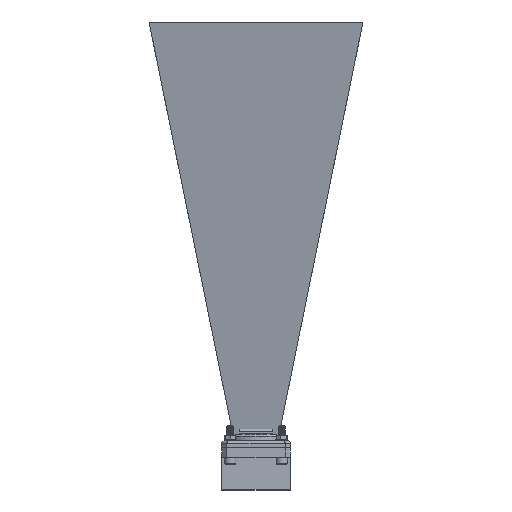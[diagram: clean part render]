
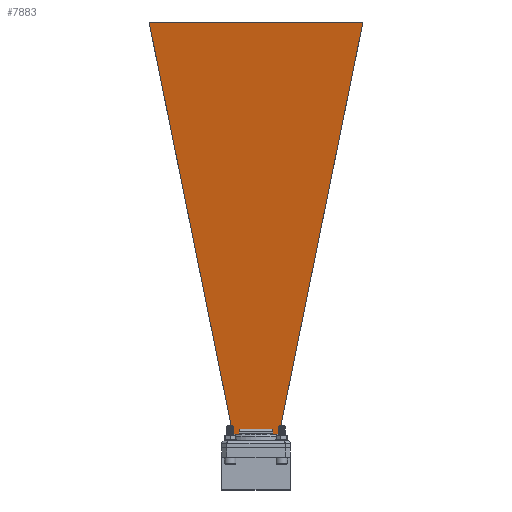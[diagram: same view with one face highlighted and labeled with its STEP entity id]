
A CAD part, front view. The second image highlights one B-rep face of the part: STEP entity #7883.
In plain terms, the highlighted face is planar.
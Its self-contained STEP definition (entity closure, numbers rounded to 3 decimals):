
#148 = VERTEX_POINT ( 'NONE', #274 ) ;
#225 = LINE ( 'NONE', #3171, #7491 ) ;
#274 = CARTESIAN_POINT ( 'NONE',  ( -13.819, 7.945, 6.679 ) ) ;
#527 = LINE ( 'NONE', #5355, #9102 ) ;
#651 = ORIENTED_EDGE ( 'NONE', *, *, #4055, .F. ) ;
#736 = EDGE_CURVE ( 'NONE', #7664, #7321, #9450, .T. ) ;
#1000 = EDGE_CURVE ( 'NONE', #8027, #3079, #9349, .T. ) ;
#1077 = EDGE_CURVE ( 'NONE', #148, #8027, #3209, .T. ) ;
#1189 = ORIENTED_EDGE ( 'NONE', *, *, #736, .F. ) ;
#1278 = EDGE_CURVE ( 'NONE', #7664, #5078, #4542, .T. ) ;
#2033 = PLANE ( 'NONE',  #9931 ) ;
#2073 = ORIENTED_EDGE ( 'NONE', *, *, #1278, .T. ) ;
#2367 = CARTESIAN_POINT ( 'NONE',  ( 10.16, 11.164, 7.21 ) ) ;
#2693 = ORIENTED_EDGE ( 'NONE', *, *, #1000, .T. ) ;
#2922 = VECTOR ( 'NONE', #9571, 1000. ) ;
#3079 = VERTEX_POINT ( 'NONE', #9879 ) ;
#3171 = CARTESIAN_POINT ( 'NONE',  ( -292.768, 255.305, 47.533 ) ) ;
#3209 = LINE ( 'NONE', #3277, #4303 ) ;
#3277 = CARTESIAN_POINT ( 'NONE',  ( -292.768, 7.945, 6.679 ) ) ;
#3393 = LINE ( 'NONE', #9437, #9777 ) ;
#3689 = EDGE_CURVE ( 'NONE', #7321, #3079, #4015, .T. ) ;
#3794 = CARTESIAN_POINT ( 'NONE',  ( 13.819, 7.945, 6.679 ) ) ;
#3838 = CARTESIAN_POINT ( 'NONE',  ( 10.16, 7.945, 6.679 ) ) ;
#3880 = ORIENTED_EDGE ( 'NONE', *, *, #3689, .F. ) ;
#4015 = LINE ( 'NONE', #8062, #2922 ) ;
#4055 = EDGE_CURVE ( 'NONE', #6642, #5078, #3393, .T. ) ;
#4302 = DIRECTION ( 'NONE',  ( 1., 0., 0. ) ) ;
#4303 = VECTOR ( 'NONE', #5677, 1000. ) ;
#4469 = EDGE_CURVE ( 'NONE', #7686, #6642, #225, .T. ) ;
#4542 = LINE ( 'NONE', #5753, #8031 ) ;
#4909 = DIRECTION ( 'NONE',  ( -0.197, -0.967, -0.16 ) ) ;
#5078 = VERTEX_POINT ( 'NONE', #3794 ) ;
#5197 = ORIENTED_EDGE ( 'NONE', *, *, #4469, .F. ) ;
#5344 = CARTESIAN_POINT ( 'NONE',  ( -10.16, 7.945, 6.679 ) ) ;
#5355 = CARTESIAN_POINT ( 'NONE',  ( -72.995, 298.827, 54.722 ) ) ;
#5407 = EDGE_LOOP ( 'NONE', ( #3880, #1189, #2073, #651, #5197, #5771, #7012, #2693 ) ) ;
#5528 = CARTESIAN_POINT ( 'NONE',  ( -10.16, 11.164, 7.21 ) ) ;
#5677 = DIRECTION ( 'NONE',  ( 1., 0., 0. ) ) ;
#5753 = CARTESIAN_POINT ( 'NONE',  ( -292.768, 7.945, 6.679 ) ) ;
#5771 = ORIENTED_EDGE ( 'NONE', *, *, #6806, .T. ) ;
#5884 = CARTESIAN_POINT ( 'NONE',  ( -292.768, 255.305, 47.533 ) ) ;
#6642 = VERTEX_POINT ( 'NONE', #8386 ) ;
#6726 = DIRECTION ( 'NONE',  ( 0., -0.987, -0.163 ) ) ;
#6806 = EDGE_CURVE ( 'NONE', #7686, #148, #527, .T. ) ;
#6835 = VECTOR ( 'NONE', #9375, 1000. ) ;
#7012 = ORIENTED_EDGE ( 'NONE', *, *, #1077, .T. ) ;
#7060 = DIRECTION ( 'NONE',  ( 1., 0., 0. ) ) ;
#7172 = FACE_OUTER_BOUND ( 'NONE', #5407, .T. ) ;
#7321 = VERTEX_POINT ( 'NONE', #8837 ) ;
#7413 = VECTOR ( 'NONE', #9382, 1000. ) ;
#7491 = VECTOR ( 'NONE', #7060, 1000. ) ;
#7664 = VERTEX_POINT ( 'NONE', #3838 ) ;
#7674 = DIRECTION ( 'NONE',  ( 0.197, -0.967, -0.16 ) ) ;
#7686 = VERTEX_POINT ( 'NONE', #8541 ) ;
#7883 = ADVANCED_FACE ( 'NONE', ( #7172 ), #2033, .T. ) ;
#8027 = VERTEX_POINT ( 'NONE', #5344 ) ;
#8031 = VECTOR ( 'NONE', #4302, 1000. ) ;
#8062 = CARTESIAN_POINT ( 'NONE',  ( 10.16, 11.164, 7.21 ) ) ;
#8386 = CARTESIAN_POINT ( 'NONE',  ( 64.141, 255.305, 47.533 ) ) ;
#8541 = CARTESIAN_POINT ( 'NONE',  ( -64.141, 255.305, 47.533 ) ) ;
#8837 = CARTESIAN_POINT ( 'NONE',  ( 10.16, 11.164, 7.21 ) ) ;
#9037 = DIRECTION ( 'NONE',  ( 0., -0.163, 0.987 ) ) ;
#9102 = VECTOR ( 'NONE', #7674, 1000. ) ;
#9349 = LINE ( 'NONE', #5528, #6835 ) ;
#9375 = DIRECTION ( 'NONE',  ( 0., 0.987, 0.163 ) ) ;
#9382 = DIRECTION ( 'NONE',  ( 0., 0.987, 0.163 ) ) ;
#9437 = CARTESIAN_POINT ( 'NONE',  ( 72.995, 298.827, 54.722 ) ) ;
#9450 = LINE ( 'NONE', #2367, #7413 ) ;
#9571 = DIRECTION ( 'NONE',  ( -1., 0., 0. ) ) ;
#9777 = VECTOR ( 'NONE', #4909, 1000. ) ;
#9879 = CARTESIAN_POINT ( 'NONE',  ( -10.16, 11.164, 7.21 ) ) ;
#9931 = AXIS2_PLACEMENT_3D ( 'NONE', #5884, #9037, #6726 ) ;
